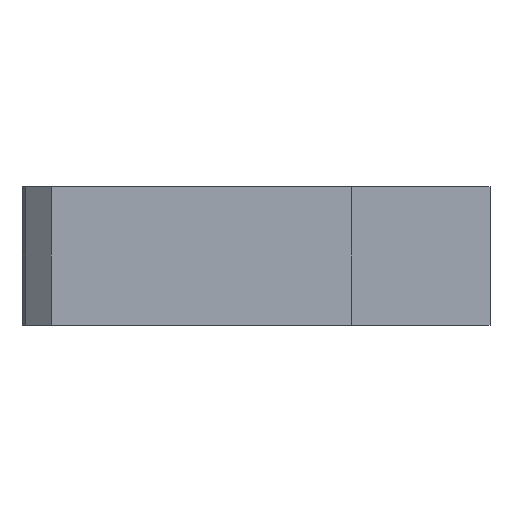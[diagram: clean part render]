
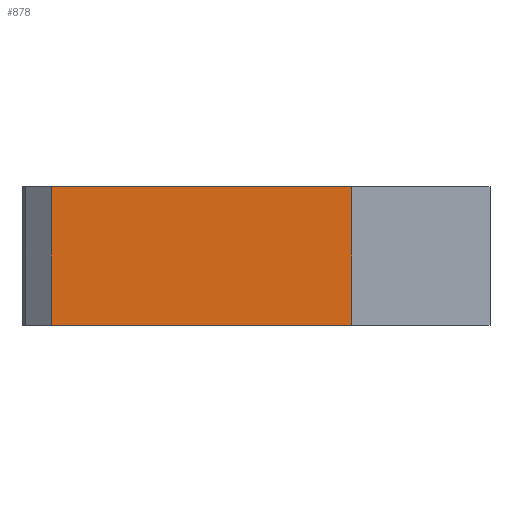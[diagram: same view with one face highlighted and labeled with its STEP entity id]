
A CAD part, front view. The second image highlights one B-rep face of the part: STEP entity #878.
In plain terms, the highlighted planar face has unit normal (0, -1, 0).
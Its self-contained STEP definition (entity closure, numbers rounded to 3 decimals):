
#68=PLANE('',#962);
#113=FACE_OUTER_BOUND('',#164,.T.);
#164=EDGE_LOOP('',(#825,#826,#827,#828));
#170=LINE('',#1204,#269);
#212=LINE('',#1443,#311);
#215=LINE('',#1448,#314);
#264=LINE('',#1556,#363);
#269=VECTOR('',#980,10.);
#311=VECTOR('',#1062,10.);
#314=VECTOR('',#1067,10.);
#363=VECTOR('',#1184,10.);
#385=VERTEX_POINT('',#1197);
#388=VERTEX_POINT('',#1202);
#437=VERTEX_POINT('',#1441);
#438=VERTEX_POINT('',#1447);
#471=EDGE_CURVE('',#385,#388,#170,.T.);
#530=EDGE_CURVE('',#437,#388,#212,.T.);
#533=EDGE_CURVE('',#438,#385,#215,.T.);
#586=EDGE_CURVE('',#438,#437,#264,.T.);
#825=ORIENTED_EDGE('',*,*,#471,.T.);
#826=ORIENTED_EDGE('',*,*,#530,.F.);
#827=ORIENTED_EDGE('',*,*,#586,.F.);
#828=ORIENTED_EDGE('',*,*,#533,.T.);
#878=ADVANCED_FACE('',(#113),#68,.T.);
#962=AXIS2_PLACEMENT_3D('',#1555,#1182,#1183);
#980=DIRECTION('',(0.,0.,1.));
#1062=DIRECTION('',(1.,0.,0.));
#1067=DIRECTION('',(1.,0.,0.));
#1182=DIRECTION('center_axis',(0.,-1.,0.));
#1183=DIRECTION('ref_axis',(1.,0.,0.));
#1184=DIRECTION('',(0.,0.,1.));
#1197=CARTESIAN_POINT('',(-54.931,21.656,0.));
#1202=CARTESIAN_POINT('',(-54.931,21.656,6.));
#1204=CARTESIAN_POINT('',(-54.931,21.656,1.5));
#1441=CARTESIAN_POINT('',(-67.992,21.656,6.));
#1443=CARTESIAN_POINT('',(-67.992,21.656,6.));
#1447=CARTESIAN_POINT('',(-67.992,21.656,0.));
#1448=CARTESIAN_POINT('',(-67.992,21.656,0.));
#1555=CARTESIAN_POINT('Origin',(-67.992,21.656,0.));
#1556=CARTESIAN_POINT('',(-67.992,21.656,0.));
